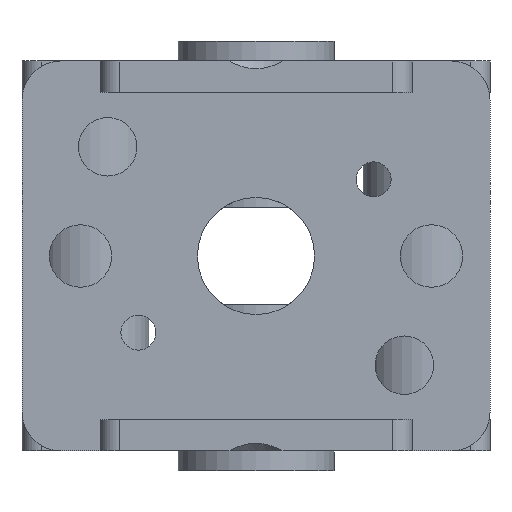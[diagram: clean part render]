
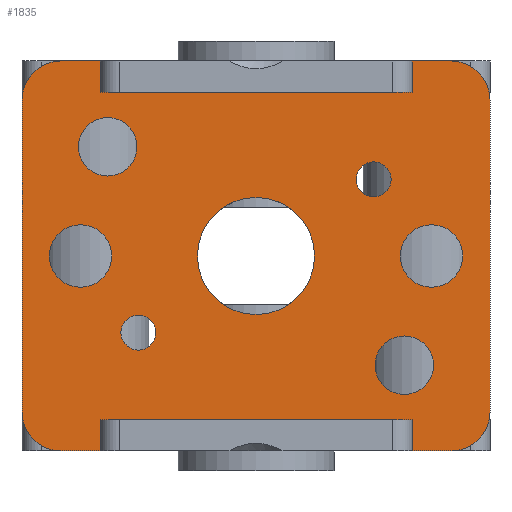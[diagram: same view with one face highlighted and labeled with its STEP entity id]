
A CAD part, front view. The second image highlights one B-rep face of the part: STEP entity #1835.
In plain terms, the highlighted planar face has unit normal (0, -1, 0).
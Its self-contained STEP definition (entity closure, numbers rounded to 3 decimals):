
#169=LINE('',#3059,#309);
#175=LINE('',#3071,#315);
#193=LINE('',#3142,#333);
#196=LINE('',#3150,#336);
#199=LINE('',#3158,#339);
#201=LINE('',#3164,#341);
#206=LINE('',#3183,#346);
#207=LINE('',#3185,#347);
#208=LINE('',#3186,#348);
#209=LINE('',#3188,#349);
#210=LINE('',#3190,#350);
#211=LINE('',#3191,#351);
#309=VECTOR('',#2454,1.);
#315=VECTOR('',#2462,1.);
#333=VECTOR('',#2532,1.);
#336=VECTOR('',#2541,8.);
#339=VECTOR('',#2550,1.);
#341=VECTOR('',#2558,8.);
#346=VECTOR('',#2581,0.8);
#347=VECTOR('',#2582,8.);
#348=VECTOR('',#2583,0.8);
#349=VECTOR('',#2584,0.8);
#350=VECTOR('',#2585,8.);
#351=VECTOR('',#2586,0.8);
#404=FACE_BOUND('',#649,.T.);
#405=FACE_BOUND('',#650,.T.);
#406=FACE_BOUND('',#651,.T.);
#407=FACE_BOUND('',#652,.T.);
#408=FACE_BOUND('',#653,.T.);
#409=FACE_BOUND('',#654,.T.);
#410=FACE_BOUND('',#655,.T.);
#503=FACE_OUTER_BOUND('',#648,.T.);
#648=EDGE_LOOP('',(#1638,#1639,#1640,#1641,#1642,#1643,#1644,#1645,#1646,
#1647,#1648,#1649,#1650,#1651,#1652,#1653));
#649=EDGE_LOOP('',(#1654));
#650=EDGE_LOOP('',(#1655));
#651=EDGE_LOOP('',(#1656));
#652=EDGE_LOOP('',(#1657));
#653=EDGE_LOOP('',(#1658));
#654=EDGE_LOOP('',(#1659));
#655=EDGE_LOOP('',(#1660));
#743=CIRCLE('',#2005,1.5);
#746=CIRCLE('',#2011,0.75);
#748=CIRCLE('',#2014,0.75);
#761=CIRCLE('',#2033,1.);
#762=CIRCLE('',#2036,1.);
#763=CIRCLE('',#2039,1.);
#764=CIRCLE('',#2042,1.);
#765=CIRCLE('',#2045,0.45);
#766=CIRCLE('',#2047,0.45);
#767=CIRCLE('',#2049,0.8);
#768=CIRCLE('',#2051,0.8);
#882=VERTEX_POINT('',#2965);
#890=VERTEX_POINT('',#3055);
#892=VERTEX_POINT('',#3058);
#895=VERTEX_POINT('',#3065);
#897=VERTEX_POINT('',#3069);
#899=VERTEX_POINT('',#3075);
#901=VERTEX_POINT('',#3081);
#922=VERTEX_POINT('',#3134);
#923=VERTEX_POINT('',#3138);
#924=VERTEX_POINT('',#3140);
#925=VERTEX_POINT('',#3144);
#926=VERTEX_POINT('',#3148);
#927=VERTEX_POINT('',#3152);
#928=VERTEX_POINT('',#3156);
#929=VERTEX_POINT('',#3160);
#930=VERTEX_POINT('',#3166);
#931=VERTEX_POINT('',#3170);
#932=VERTEX_POINT('',#3174);
#933=VERTEX_POINT('',#3178);
#934=VERTEX_POINT('',#3182);
#935=VERTEX_POINT('',#3184);
#936=VERTEX_POINT('',#3187);
#937=VERTEX_POINT('',#3189);
#1107=EDGE_CURVE('',#882,#882,#743,.T.);
#1118=EDGE_CURVE('',#892,#890,#169,.T.);
#1124=EDGE_CURVE('',#895,#897,#175,.T.);
#1127=EDGE_CURVE('',#899,#899,#746,.T.);
#1130=EDGE_CURVE('',#901,#901,#748,.T.);
#1155=EDGE_CURVE('',#922,#892,#761,.T.);
#1159=EDGE_CURVE('',#923,#924,#193,.T.);
#1160=EDGE_CURVE('',#924,#925,#762,.T.);
#1163=EDGE_CURVE('',#925,#926,#196,.T.);
#1164=EDGE_CURVE('',#926,#927,#763,.T.);
#1167=EDGE_CURVE('',#927,#928,#199,.T.);
#1168=EDGE_CURVE('',#897,#929,#764,.T.);
#1170=EDGE_CURVE('',#929,#922,#201,.T.);
#1172=EDGE_CURVE('',#930,#930,#765,.F.);
#1174=EDGE_CURVE('',#931,#931,#766,.F.);
#1176=EDGE_CURVE('',#932,#932,#767,.F.);
#1178=EDGE_CURVE('',#933,#933,#768,.F.);
#1179=EDGE_CURVE('',#934,#890,#206,.T.);
#1180=EDGE_CURVE('',#935,#934,#207,.T.);
#1181=EDGE_CURVE('',#923,#935,#208,.T.);
#1182=EDGE_CURVE('',#936,#928,#209,.T.);
#1183=EDGE_CURVE('',#937,#936,#210,.T.);
#1184=EDGE_CURVE('',#895,#937,#211,.T.);
#1638=ORIENTED_EDGE('',*,*,#1179,.F.);
#1639=ORIENTED_EDGE('',*,*,#1180,.F.);
#1640=ORIENTED_EDGE('',*,*,#1181,.F.);
#1641=ORIENTED_EDGE('',*,*,#1159,.T.);
#1642=ORIENTED_EDGE('',*,*,#1160,.T.);
#1643=ORIENTED_EDGE('',*,*,#1163,.T.);
#1644=ORIENTED_EDGE('',*,*,#1164,.T.);
#1645=ORIENTED_EDGE('',*,*,#1167,.T.);
#1646=ORIENTED_EDGE('',*,*,#1182,.F.);
#1647=ORIENTED_EDGE('',*,*,#1183,.F.);
#1648=ORIENTED_EDGE('',*,*,#1184,.F.);
#1649=ORIENTED_EDGE('',*,*,#1124,.T.);
#1650=ORIENTED_EDGE('',*,*,#1168,.T.);
#1651=ORIENTED_EDGE('',*,*,#1170,.T.);
#1652=ORIENTED_EDGE('',*,*,#1155,.T.);
#1653=ORIENTED_EDGE('',*,*,#1118,.T.);
#1654=ORIENTED_EDGE('',*,*,#1178,.T.);
#1655=ORIENTED_EDGE('',*,*,#1176,.T.);
#1656=ORIENTED_EDGE('',*,*,#1174,.T.);
#1657=ORIENTED_EDGE('',*,*,#1172,.T.);
#1658=ORIENTED_EDGE('',*,*,#1107,.F.);
#1659=ORIENTED_EDGE('',*,*,#1130,.F.);
#1660=ORIENTED_EDGE('',*,*,#1127,.F.);
#1738=PLANE('',#2052);
#1835=ADVANCED_FACE('',(#503,#404,#405,#406,#407,#408,#409,#410),#1738,
 .T.);
#2005=AXIS2_PLACEMENT_3D('',#2966,#2445,#2446);
#2011=AXIS2_PLACEMENT_3D('',#3077,#2468,#2469);
#2014=AXIS2_PLACEMENT_3D('',#3083,#2475,#2476);
#2033=AXIS2_PLACEMENT_3D('',#3135,#2525,#2526);
#2036=AXIS2_PLACEMENT_3D('',#3145,#2535,#2536);
#2039=AXIS2_PLACEMENT_3D('',#3153,#2544,#2545);
#2042=AXIS2_PLACEMENT_3D('',#3161,#2553,#2554);
#2045=AXIS2_PLACEMENT_3D('',#3168,#2562,#2563);
#2047=AXIS2_PLACEMENT_3D('',#3172,#2567,#2568);
#2049=AXIS2_PLACEMENT_3D('',#3176,#2572,#2573);
#2051=AXIS2_PLACEMENT_3D('',#3180,#2577,#2578);
#2052=AXIS2_PLACEMENT_3D('',#3181,#2579,#2580);
#2445=DIRECTION('center_axis',(0.,-1.,0.));
#2446=DIRECTION('ref_axis',(0.,0.,-1.));
#2454=DIRECTION('',(1.,0.,0.));
#2462=DIRECTION('',(-1.,0.,0.));
#2468=DIRECTION('center_axis',(0.,-1.,0.));
#2469=DIRECTION('ref_axis',(0.,0.,-1.));
#2475=DIRECTION('center_axis',(0.,-1.,0.));
#2476=DIRECTION('ref_axis',(0.,0.,-1.));
#2525=DIRECTION('center_axis',(0.,-1.,0.));
#2526=DIRECTION('ref_axis',(0.,0.,-1.));
#2532=DIRECTION('',(1.,0.,0.));
#2535=DIRECTION('center_axis',(0.,-1.,0.));
#2536=DIRECTION('ref_axis',(0.,0.,-1.));
#2541=DIRECTION('',(0.,0.,1.));
#2544=DIRECTION('center_axis',(0.,-1.,0.));
#2545=DIRECTION('ref_axis',(0.,0.,-1.));
#2550=DIRECTION('',(-1.,0.,0.));
#2553=DIRECTION('center_axis',(0.,-1.,0.));
#2554=DIRECTION('ref_axis',(0.,0.,-1.));
#2558=DIRECTION('',(0.,0.,-1.));
#2562=DIRECTION('center_axis',(0.,-1.,0.));
#2563=DIRECTION('ref_axis',(0.,0.,-1.));
#2567=DIRECTION('center_axis',(0.,-1.,0.));
#2568=DIRECTION('ref_axis',(0.,0.,-1.));
#2572=DIRECTION('center_axis',(0.,-1.,0.));
#2573=DIRECTION('ref_axis',(0.,0.,-1.));
#2577=DIRECTION('center_axis',(0.,-1.,0.));
#2578=DIRECTION('ref_axis',(0.,0.,-1.));
#2579=DIRECTION('center_axis',(0.,-1.,0.));
#2580=DIRECTION('ref_axis',(0.,0.,-1.));
#2581=DIRECTION('',(0.,0.,-1.));
#2582=DIRECTION('',(-1.,0.,0.));
#2583=DIRECTION('',(0.,0.,1.));
#2584=DIRECTION('',(0.,0.,1.));
#2585=DIRECTION('',(1.,0.,0.));
#2586=DIRECTION('',(0.,0.,-1.));
#2965=CARTESIAN_POINT('',(0.,-1.4,-1.5));
#2966=CARTESIAN_POINT('Origin',(0.,-1.4,0.));
#3055=CARTESIAN_POINT('',(-4.,-1.4,-5.));
#3058=CARTESIAN_POINT('',(-5.,-1.4,-5.));
#3059=CARTESIAN_POINT('',(-5.,-1.4,-5.));
#3065=CARTESIAN_POINT('',(-4.,-1.4,5.));
#3069=CARTESIAN_POINT('',(-5.,-1.4,5.));
#3071=CARTESIAN_POINT('',(-4.,-1.4,5.));
#3075=CARTESIAN_POINT('',(3.801,-1.4,-2.049));
#3077=CARTESIAN_POINT('Origin',(3.801,-1.4,-2.799));
#3081=CARTESIAN_POINT('',(-3.801,-1.4,3.549));
#3083=CARTESIAN_POINT('Origin',(-3.801,-1.4,2.799));
#3134=CARTESIAN_POINT('',(-6.,-1.4,-4.));
#3135=CARTESIAN_POINT('Origin',(-5.,-1.4,-4.));
#3138=CARTESIAN_POINT('',(4.,-1.4,-5.));
#3140=CARTESIAN_POINT('',(5.,-1.4,-5.));
#3142=CARTESIAN_POINT('',(4.,-1.4,-5.));
#3144=CARTESIAN_POINT('',(6.,-1.4,-4.));
#3145=CARTESIAN_POINT('Origin',(5.,-1.4,-4.));
#3148=CARTESIAN_POINT('',(6.,-1.4,4.));
#3150=CARTESIAN_POINT('',(6.,-1.4,-4.));
#3152=CARTESIAN_POINT('',(5.,-1.4,5.));
#3153=CARTESIAN_POINT('Origin',(5.,-1.4,4.));
#3156=CARTESIAN_POINT('',(4.,-1.4,5.));
#3158=CARTESIAN_POINT('',(5.,-1.4,5.));
#3160=CARTESIAN_POINT('',(-6.,-1.4,4.));
#3161=CARTESIAN_POINT('Origin',(-5.,-1.4,4.));
#3164=CARTESIAN_POINT('',(-6.,-1.4,4.));
#3166=CARTESIAN_POINT('',(3.015,-1.4,2.413));
#3168=CARTESIAN_POINT('Origin',(3.015,-1.4,1.963));
#3170=CARTESIAN_POINT('',(-3.015,-1.4,-1.513));
#3172=CARTESIAN_POINT('Origin',(-3.015,-1.4,-1.963));
#3174=CARTESIAN_POINT('',(4.5,-1.4,0.8));
#3176=CARTESIAN_POINT('Origin',(4.5,-1.4,0.));
#3178=CARTESIAN_POINT('',(-4.5,-1.4,0.8));
#3180=CARTESIAN_POINT('Origin',(-4.5,-1.4,0.));
#3181=CARTESIAN_POINT('Origin',(-6.01,-1.4,5.01));
#3182=CARTESIAN_POINT('',(-4.,-1.4,-4.2));
#3183=CARTESIAN_POINT('',(-4.,-1.4,-4.2));
#3184=CARTESIAN_POINT('',(4.,-1.4,-4.2));
#3185=CARTESIAN_POINT('',(4.,-1.4,-4.2));
#3186=CARTESIAN_POINT('',(4.,-1.4,-5.));
#3187=CARTESIAN_POINT('',(4.,-1.4,4.2));
#3188=CARTESIAN_POINT('',(4.,-1.4,4.2));
#3189=CARTESIAN_POINT('',(-4.,-1.4,4.2));
#3190=CARTESIAN_POINT('',(-4.,-1.4,4.2));
#3191=CARTESIAN_POINT('',(-4.,-1.4,5.));
